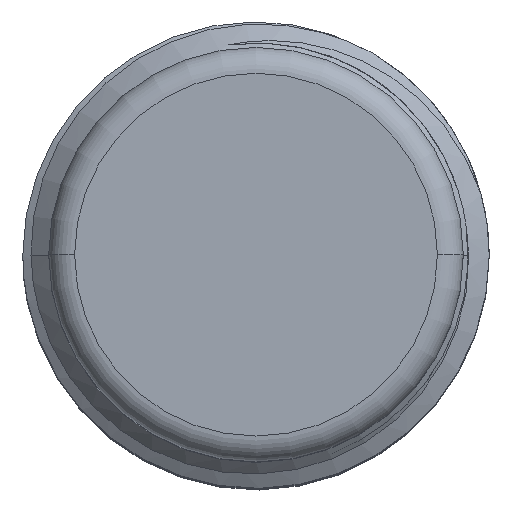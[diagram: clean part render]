
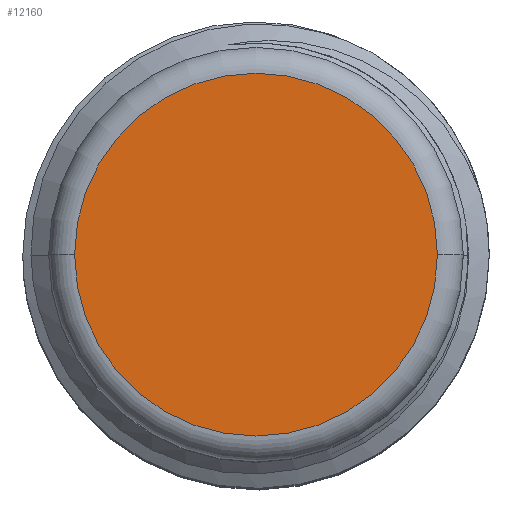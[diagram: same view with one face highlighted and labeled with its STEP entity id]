
A CAD part, top view. The second image highlights one B-rep face of the part: STEP entity #12160.
In plain terms, the highlighted planar face has unit normal (0, 0, 1).
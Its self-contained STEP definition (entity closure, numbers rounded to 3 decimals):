
#156 = AXIS2_PLACEMENT_3D ( 'NONE', #6446, #10784, #8809 ) ;
#909 = ORIENTED_EDGE ( 'NONE', *, *, #10158, .T. ) ;
#1668 = VERTEX_POINT ( 'NONE', #2476 ) ;
#2476 = CARTESIAN_POINT ( 'NONE',  ( -7., 0., 10. ) ) ;
#2854 = CIRCLE ( 'NONE', #156, 7. ) ;
#3413 = VERTEX_POINT ( 'NONE', #4526 ) ;
#4526 = CARTESIAN_POINT ( 'NONE',  ( 7., 0., 10. ) ) ;
#4730 = FACE_OUTER_BOUND ( 'NONE', #9876, .T. ) ;
#4798 = CARTESIAN_POINT ( 'NONE',  ( 0., 0., 10. ) ) ;
#5065 = DIRECTION ( 'NONE',  ( 1., 0., 0. ) ) ;
#5093 = CIRCLE ( 'NONE', #9855, 7. ) ;
#5552 = AXIS2_PLACEMENT_3D ( 'NONE', #4798, #11443, #11377 ) ;
#6446 = CARTESIAN_POINT ( 'NONE',  ( 0., 0., 10. ) ) ;
#8250 = CARTESIAN_POINT ( 'NONE',  ( 0., 0., 10. ) ) ;
#8809 = DIRECTION ( 'NONE',  ( 1., 0., 0. ) ) ;
#9855 = AXIS2_PLACEMENT_3D ( 'NONE', #8250, #12437, #5065 ) ;
#9876 = EDGE_LOOP ( 'NONE', ( #13241, #909 ) ) ;
#10158 = EDGE_CURVE ( 'NONE', #1668, #3413, #2854, .T. ) ;
#10784 = DIRECTION ( 'NONE',  ( 0., 0., 1. ) ) ;
#11377 = DIRECTION ( 'NONE',  ( 1., 0., 0. ) ) ;
#11443 = DIRECTION ( 'NONE',  ( 0., 0., 1. ) ) ;
#12160 = ADVANCED_FACE ( 'NONE', ( #4730 ), #12175, .T. ) ;
#12175 = PLANE ( 'NONE',  #5552 ) ;
#12261 = EDGE_CURVE ( 'NONE', #3413, #1668, #5093, .T. ) ;
#12437 = DIRECTION ( 'NONE',  ( 0., 0., 1. ) ) ;
#13241 = ORIENTED_EDGE ( 'NONE', *, *, #12261, .T. ) ;
